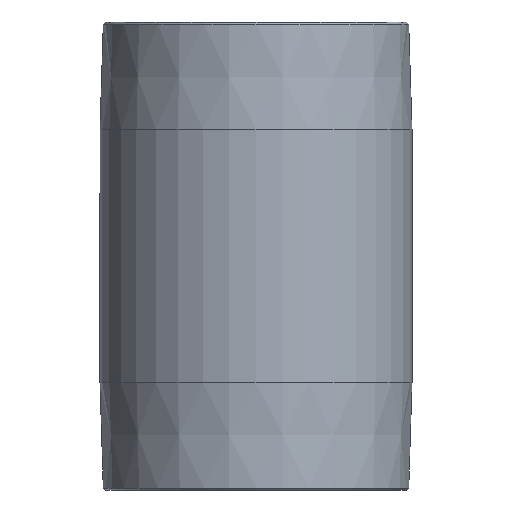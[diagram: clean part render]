
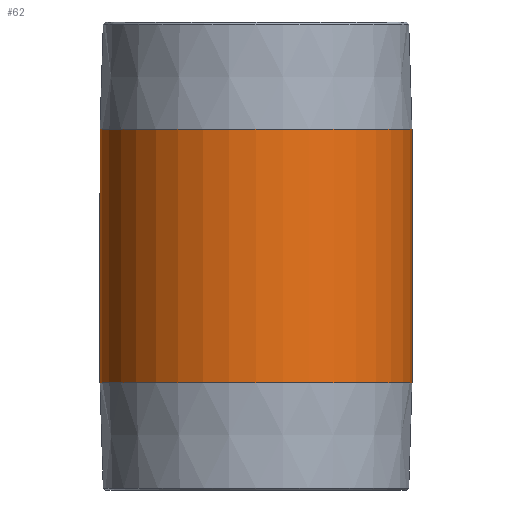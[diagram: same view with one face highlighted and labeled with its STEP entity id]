
A CAD part, front view. The second image highlights one B-rep face of the part: STEP entity #62.
In plain terms, the highlighted cylindrical face has radius 50.8 mm (diameter 101.6 mm), a partial arc.
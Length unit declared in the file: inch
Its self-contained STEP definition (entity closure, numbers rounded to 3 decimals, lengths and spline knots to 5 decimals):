
#1 = VECTOR ( 'NONE', #538, 39.37008 ) ;
#7 = EDGE_CURVE ( 'NONE', #502, #332, #550, .T. ) ;
#16 = DIRECTION ( 'NONE',  ( 0., 0., -1. ) ) ;
#62 = ADVANCED_FACE ( 'NONE', ( #80 ), #88, .T. ) ;
#80 = FACE_OUTER_BOUND ( 'NONE', #309, .T. ) ;
#88 = CYLINDRICAL_SURFACE ( 'NONE', #436, 2. ) ;
#95 = VECTOR ( 'NONE', #513, 39.37008 ) ;
#107 = LINE ( 'NONE', #239, #1 ) ;
#108 = ORIENTED_EDGE ( 'NONE', *, *, #118, .T. ) ;
#116 = AXIS2_PLACEMENT_3D ( 'NONE', #323, #153, #320 ) ;
#118 = EDGE_CURVE ( 'NONE', #318, #502, #429, .T. ) ;
#153 = DIRECTION ( 'NONE',  ( 0., 0., -1. ) ) ;
#171 = CARTESIAN_POINT ( 'NONE',  ( -2., 0., 6. ) ) ;
#188 = DIRECTION ( 'NONE',  ( 0., 0., -1. ) ) ;
#190 = CIRCLE ( 'NONE', #116, 2. ) ;
#228 = CARTESIAN_POINT ( 'NONE',  ( 0., 0., 4.625 ) ) ;
#239 = CARTESIAN_POINT ( 'NONE',  ( 2., 0., 6. ) ) ;
#252 = AXIS2_PLACEMENT_3D ( 'NONE', #228, #188, #397 ) ;
#257 = CARTESIAN_POINT ( 'NONE',  ( 0., 0., 6. ) ) ;
#279 = EDGE_CURVE ( 'NONE', #318, #289, #107, .T. ) ;
#283 = ORIENTED_EDGE ( 'NONE', *, *, #279, .F. ) ;
#289 = VERTEX_POINT ( 'NONE', #411 ) ;
#297 = CARTESIAN_POINT ( 'NONE',  ( -2., 0., 4.625 ) ) ;
#309 = EDGE_LOOP ( 'NONE', ( #283, #108, #452, #365 ) ) ;
#318 = VERTEX_POINT ( 'NONE', #451 ) ;
#320 = DIRECTION ( 'NONE',  ( -1., 0., 0. ) ) ;
#323 = CARTESIAN_POINT ( 'NONE',  ( 0., 0., 1.375 ) ) ;
#332 = VERTEX_POINT ( 'NONE', #540 ) ;
#352 = EDGE_CURVE ( 'NONE', #289, #332, #190, .T. ) ;
#365 = ORIENTED_EDGE ( 'NONE', *, *, #352, .F. ) ;
#397 = DIRECTION ( 'NONE',  ( -1., 0., 0. ) ) ;
#411 = CARTESIAN_POINT ( 'NONE',  ( 2., 0., 1.375 ) ) ;
#429 = CIRCLE ( 'NONE', #252, 2. ) ;
#436 = AXIS2_PLACEMENT_3D ( 'NONE', #257, #16, #481 ) ;
#451 = CARTESIAN_POINT ( 'NONE',  ( 2., 0., 4.625 ) ) ;
#452 = ORIENTED_EDGE ( 'NONE', *, *, #7, .T. ) ;
#481 = DIRECTION ( 'NONE',  ( -1., 0., 0. ) ) ;
#502 = VERTEX_POINT ( 'NONE', #297 ) ;
#513 = DIRECTION ( 'NONE',  ( 0., 0., -1. ) ) ;
#538 = DIRECTION ( 'NONE',  ( 0., 0., -1. ) ) ;
#540 = CARTESIAN_POINT ( 'NONE',  ( -2., 0., 1.375 ) ) ;
#550 = LINE ( 'NONE', #171, #95 ) ;
